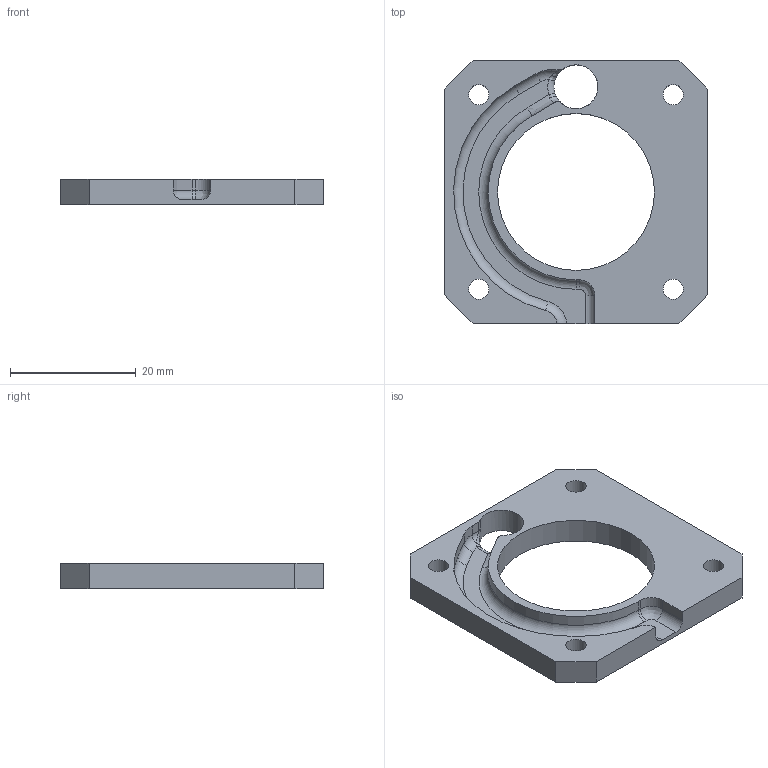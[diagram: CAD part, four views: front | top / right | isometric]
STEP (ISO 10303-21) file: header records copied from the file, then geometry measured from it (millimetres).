
FILE_DESCRIPTION(/* description */ (''),/* implementation_level */ '2;1');
FILE_NAME(/* name */ 'PTZ hall sensor motor mount with hole v2.step',/* time_stamp */ '2020-12-13T18:32:20+00:00',/* author */ (''),/* organization */ (''),/* preprocessor_version */ 'ST-DEVELOPER v18.1',/* originating_system */ 'Autodesk Translation Framework v9.7.0.1280',/* authorisation */ '');
FILE_SCHEMA (('AUTOMOTIVE_DESIGN { 1 0 10303 214 3 1 1 }'));
Length unit declared in the file: millimetre
Products named in the file (1): PTZ hall sensor motor mount with hole
Bounding box: 42 x 42 x 4 mm (x, y, z)
Volume: 3738.1 mm3; surface area: 3750.7 mm2
Topology: 1 solids, 1 shells, 45 faces, 117 edges, 73 vertices
Faces by surface type: cylinder 16, plane 15, bspline 9, torus 5
Full cylindrical faces by diameter (mm): 3.2 x4, 25 x1
Entity records: 1636 total; most frequent: CARTESIAN_POINT 502, ORIENTED_EDGE 234, DIRECTION 220, EDGE_CURVE 117, AXIS2_PLACEMENT_3D 83, VERTEX_POINT 73, EDGE_LOOP 56, LINE 54
